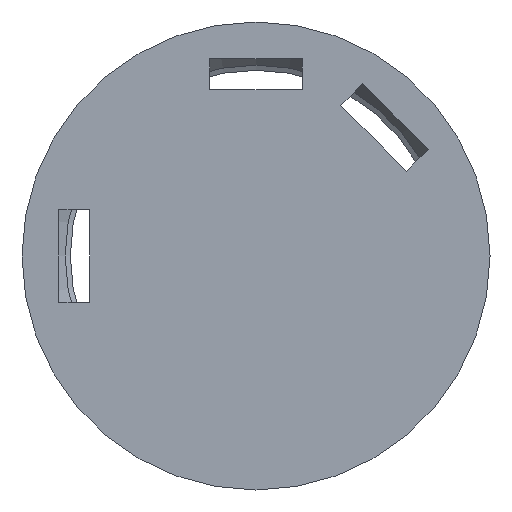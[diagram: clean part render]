
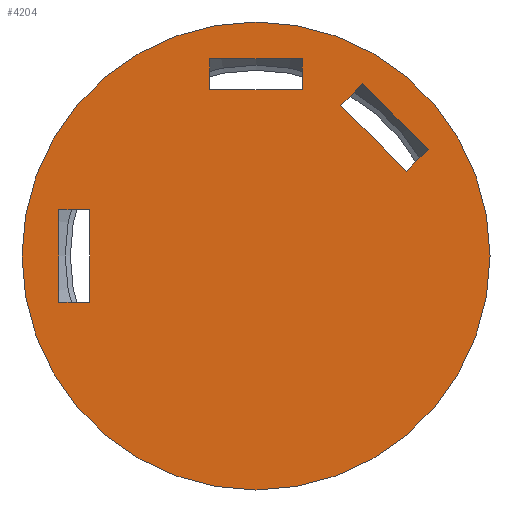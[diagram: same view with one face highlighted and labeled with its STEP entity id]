
A CAD part, front view. The second image highlights one B-rep face of the part: STEP entity #4204.
In plain terms, the highlighted planar face has unit normal (0, -1, 0).
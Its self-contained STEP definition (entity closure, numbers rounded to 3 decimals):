
#704=LINE('',#11304,#878);
#705=LINE('',#11306,#879);
#706=LINE('',#11308,#880);
#707=LINE('',#11309,#881);
#708=LINE('',#11312,#882);
#709=LINE('',#11314,#883);
#710=LINE('',#11316,#884);
#711=LINE('',#11317,#885);
#712=LINE('',#11320,#886);
#713=LINE('',#11322,#887);
#714=LINE('',#11324,#888);
#715=LINE('',#11325,#889);
#878=VECTOR('',#4880,10.);
#879=VECTOR('',#4881,10.);
#880=VECTOR('',#4882,10.);
#881=VECTOR('',#4883,10.);
#882=VECTOR('',#4884,10.);
#883=VECTOR('',#4885,10.);
#884=VECTOR('',#4886,10.);
#885=VECTOR('',#4887,10.);
#886=VECTOR('',#4888,10.);
#887=VECTOR('',#4889,10.);
#888=VECTOR('',#4890,10.);
#889=VECTOR('',#4891,10.);
#959=FACE_BOUND('',#1471,.T.);
#960=FACE_BOUND('',#1472,.T.);
#961=FACE_BOUND('',#1473,.T.);
#1201=FACE_OUTER_BOUND('',#1470,.T.);
#1470=EDGE_LOOP('',(#3784));
#1471=EDGE_LOOP('',(#3785,#3786,#3787,#3788));
#1472=EDGE_LOOP('',(#3789,#3790,#3791,#3792));
#1473=EDGE_LOOP('',(#3793,#3794,#3795,#3796));
#1599=CIRCLE('',#4402,45.375);
#1956=VERTEX_POINT('',#11300);
#1957=VERTEX_POINT('',#11302);
#1958=VERTEX_POINT('',#11303);
#1959=VERTEX_POINT('',#11305);
#1960=VERTEX_POINT('',#11307);
#1961=VERTEX_POINT('',#11310);
#1962=VERTEX_POINT('',#11311);
#1963=VERTEX_POINT('',#11313);
#1964=VERTEX_POINT('',#11315);
#1965=VERTEX_POINT('',#11318);
#1966=VERTEX_POINT('',#11319);
#1967=VERTEX_POINT('',#11321);
#1968=VERTEX_POINT('',#11323);
#2570=EDGE_CURVE('',#1956,#1956,#1599,.T.);
#2571=EDGE_CURVE('',#1957,#1958,#704,.T.);
#2572=EDGE_CURVE('',#1958,#1959,#705,.T.);
#2573=EDGE_CURVE('',#1959,#1960,#706,.T.);
#2574=EDGE_CURVE('',#1960,#1957,#707,.T.);
#2575=EDGE_CURVE('',#1961,#1962,#708,.T.);
#2576=EDGE_CURVE('',#1962,#1963,#709,.T.);
#2577=EDGE_CURVE('',#1963,#1964,#710,.T.);
#2578=EDGE_CURVE('',#1964,#1961,#711,.T.);
#2579=EDGE_CURVE('',#1965,#1966,#712,.T.);
#2580=EDGE_CURVE('',#1966,#1967,#713,.T.);
#2581=EDGE_CURVE('',#1967,#1968,#714,.T.);
#2582=EDGE_CURVE('',#1968,#1965,#715,.T.);
#3784=ORIENTED_EDGE('',*,*,#2570,.T.);
#3785=ORIENTED_EDGE('',*,*,#2571,.T.);
#3786=ORIENTED_EDGE('',*,*,#2572,.T.);
#3787=ORIENTED_EDGE('',*,*,#2573,.T.);
#3788=ORIENTED_EDGE('',*,*,#2574,.T.);
#3789=ORIENTED_EDGE('',*,*,#2575,.T.);
#3790=ORIENTED_EDGE('',*,*,#2576,.T.);
#3791=ORIENTED_EDGE('',*,*,#2577,.T.);
#3792=ORIENTED_EDGE('',*,*,#2578,.T.);
#3793=ORIENTED_EDGE('',*,*,#2579,.T.);
#3794=ORIENTED_EDGE('',*,*,#2580,.T.);
#3795=ORIENTED_EDGE('',*,*,#2581,.T.);
#3796=ORIENTED_EDGE('',*,*,#2582,.T.);
#3954=PLANE('',#4401);
#4204=ADVANCED_FACE('',(#1201,#959,#960,#961),#3954,.T.);
#4401=AXIS2_PLACEMENT_3D('',#11299,#4876,#4877);
#4402=AXIS2_PLACEMENT_3D('',#11301,#4878,#4879);
#4876=DIRECTION('center_axis',(0.,-1.,0.));
#4877=DIRECTION('ref_axis',(0.,0.,-1.));
#4878=DIRECTION('center_axis',(0.,-1.,0.));
#4879=DIRECTION('ref_axis',(-1.,0.,0.));
#4880=DIRECTION('',(0.,0.,1.));
#4881=DIRECTION('',(1.,0.,0.));
#4882=DIRECTION('',(0.,0.,-1.));
#4883=DIRECTION('',(-1.,0.,0.));
#4884=DIRECTION('',(1.,0.,0.));
#4885=DIRECTION('',(0.,0.,-1.));
#4886=DIRECTION('',(-1.,0.,0.));
#4887=DIRECTION('',(0.,0.,1.));
#4888=DIRECTION('',(0.707,0.,-0.707));
#4889=DIRECTION('',(-0.707,0.,-0.707));
#4890=DIRECTION('',(-0.707,0.,0.707));
#4891=DIRECTION('',(0.707,0.,0.707));
#11299=CARTESIAN_POINT('Origin',(0.,41.85,
0.));
#11300=CARTESIAN_POINT('',(45.375,41.85,0.));
#11301=CARTESIAN_POINT('Origin',(0.,41.85,
0.));
#11302=CARTESIAN_POINT('',(-38.25,41.85,-9.));
#11303=CARTESIAN_POINT('',(-38.25,41.85,9.));
#11304=CARTESIAN_POINT('',(-38.25,41.85,-4.5));
#11305=CARTESIAN_POINT('',(-32.25,41.85,9.));
#11306=CARTESIAN_POINT('',(-16.125,41.85,9.));
#11307=CARTESIAN_POINT('',(-32.25,41.85,-9.));
#11308=CARTESIAN_POINT('',(-32.25,41.85,-4.5));
#11309=CARTESIAN_POINT('',(-19.125,41.85,-9.));
#11310=CARTESIAN_POINT('',(-9.,41.85,38.25));
#11311=CARTESIAN_POINT('',(9.,41.85,38.25));
#11312=CARTESIAN_POINT('',(-4.5,41.85,38.25));
#11313=CARTESIAN_POINT('',(9.,41.85,32.25));
#11314=CARTESIAN_POINT('',(9.,41.85,16.125));
#11315=CARTESIAN_POINT('',(-9.,41.85,32.25));
#11316=CARTESIAN_POINT('',(-4.5,41.85,32.25));
#11317=CARTESIAN_POINT('',(-9.,41.85,19.125));
#11318=CARTESIAN_POINT('',(20.683,41.85,33.411));
#11319=CARTESIAN_POINT('',(33.411,41.85,20.683));
#11320=CARTESIAN_POINT('',(23.865,41.85,30.229));
#11321=CARTESIAN_POINT('',(29.168,41.85,16.44));
#11322=CARTESIAN_POINT('',(17.766,41.85,5.038));
#11323=CARTESIAN_POINT('',(16.44,41.85,29.168));
#11324=CARTESIAN_POINT('',(19.622,41.85,25.986));
#11325=CARTESIAN_POINT('',(7.159,41.85,19.887));
